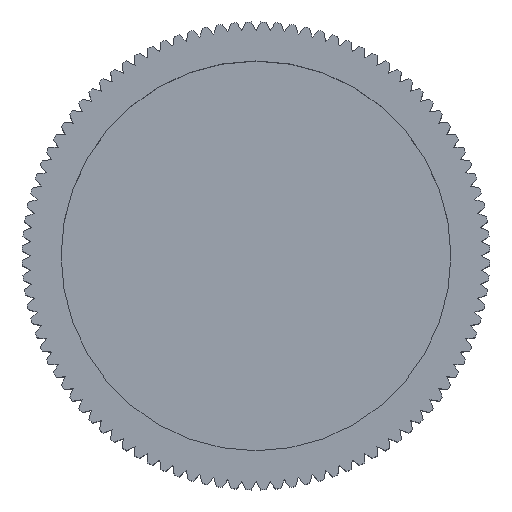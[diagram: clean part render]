
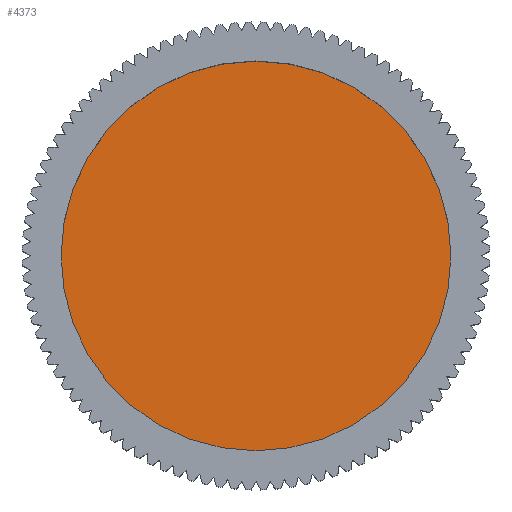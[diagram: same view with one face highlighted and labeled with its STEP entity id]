
A CAD part, top view. The second image highlights one B-rep face of the part: STEP entity #4373.
In plain terms, the highlighted planar face has unit normal (0, 0, 1).
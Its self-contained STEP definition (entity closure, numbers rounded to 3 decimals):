
#2205=EDGE_CURVE('',#4981,#4295,#6025,.T.);
#3247=EDGE_CURVE('',#4295,#4981,#7144,.T.);
#4295=VERTEX_POINT('',#8287);
#4373=ADVANCED_FACE('',(#8370),#8371,.F.);
#4981=VERTEX_POINT('',#9024);
#6025=CIRCLE('',#10376,12.5);
#7144=CIRCLE('',#12527,12.5);
#8287=CARTESIAN_POINT('',(-12.5,0.,11.5));
#8370=FACE_OUTER_BOUND('',#14644,.T.);
#8371=PLANE('',#14645);
#9024=CARTESIAN_POINT('',(12.5,0.0,11.5));
#10376=AXIS2_PLACEMENT_3D('',#17769,#17770,#17771);
#12527=AXIS2_PLACEMENT_3D('',#18686,#18687,#18688);
#14644=EDGE_LOOP('',(#19981,#19982));
#14645=AXIS2_PLACEMENT_3D('',#19983,#19984,#19985);
#17769=CARTESIAN_POINT('',(0.0,0.0,11.5));
#17770=DIRECTION('',(0.0,0.0,-1.0));
#17771=DIRECTION('',(1.0,0.0,0.0));
#18686=CARTESIAN_POINT('',(0.0,0.0,11.5));
#18687=DIRECTION('',(0.0,0.0,-1.0));
#18688=DIRECTION('',(1.0,0.0,0.0));
#19981=ORIENTED_EDGE('',*,*,#2205,.F.);
#19982=ORIENTED_EDGE('',*,*,#3247,.F.);
#19983=CARTESIAN_POINT('',(0.0,0.0,11.5));
#19984=DIRECTION('',(0.0,0.0,-1.0));
#19985=DIRECTION('',(-1.0,0.0,0.0));
